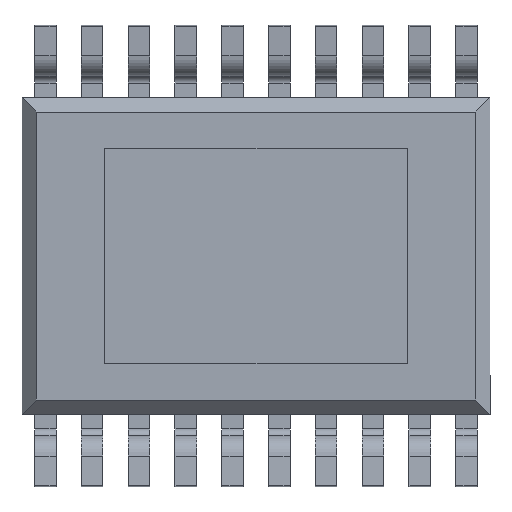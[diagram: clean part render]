
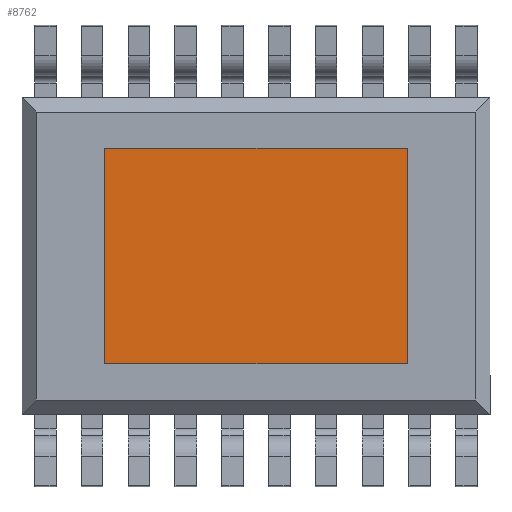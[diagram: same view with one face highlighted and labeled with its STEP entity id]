
A CAD part, front view. The second image highlights one B-rep face of the part: STEP entity #8762.
In plain terms, the highlighted planar face has unit normal (0, -1, 0).
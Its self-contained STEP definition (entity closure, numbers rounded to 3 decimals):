
#485 = AXIS2_PLACEMENT_3D ( 'NONE', #3749, #19958, #10276 ) ;
#1131 = CARTESIAN_POINT ( 'NONE',  ( 5.025, 0.01, -4.7 ) ) ;
#3169 = EDGE_CURVE ( 'NONE', #19220, #14231, #17858, .T. ) ;
#3749 = CARTESIAN_POINT ( 'NONE',  ( 0.825, 0.01, -4.7 ) ) ;
#4234 = CARTESIAN_POINT ( 'NONE',  ( 0.825, 0.01, -1.7 ) ) ;
#4946 = VECTOR ( 'NONE', #18535, 1000. ) ;
#5046 = LINE ( 'NONE', #7883, #9364 ) ;
#6465 = EDGE_CURVE ( 'NONE', #12462, #19220, #13879, .T. ) ;
#6882 = ORIENTED_EDGE ( 'NONE', *, *, #6465, .T. ) ;
#7290 = VECTOR ( 'NONE', #13340, 1000. ) ;
#7883 = CARTESIAN_POINT ( 'NONE',  ( 0.825, 0.01, -1.7 ) ) ;
#8762 = ADVANCED_FACE ( 'NONE', ( #9027 ), #18322, .T. ) ;
#9027 = FACE_OUTER_BOUND ( 'NONE', #14506, .T. ) ;
#9364 = VECTOR ( 'NONE', #14331, 1000. ) ;
#9627 = ORIENTED_EDGE ( 'NONE', *, *, #10922, .T. ) ;
#9699 = CARTESIAN_POINT ( 'NONE',  ( 5.025, 0.01, -1.7 ) ) ;
#10276 = DIRECTION ( 'NONE',  ( 0., 0., -1. ) ) ;
#10922 = EDGE_CURVE ( 'NONE', #17436, #12462, #5046, .T. ) ;
#12462 = VERTEX_POINT ( 'NONE', #4234 ) ;
#13285 = CARTESIAN_POINT ( 'NONE',  ( 0.825, 0.01, -4.7 ) ) ;
#13340 = DIRECTION ( 'NONE',  ( 0., 0., 1. ) ) ;
#13879 = LINE ( 'NONE', #15509, #18155 ) ;
#14173 = ORIENTED_EDGE ( 'NONE', *, *, #15105, .T. ) ;
#14231 = VERTEX_POINT ( 'NONE', #1131 ) ;
#14331 = DIRECTION ( 'NONE',  ( -1., 0., 0. ) ) ;
#14506 = EDGE_LOOP ( 'NONE', ( #14173, #9627, #6882, #15727 ) ) ;
#15105 = EDGE_CURVE ( 'NONE', #14231, #17436, #20185, .T. ) ;
#15509 = CARTESIAN_POINT ( 'NONE',  ( 0.825, 0.01, -1.7 ) ) ;
#15727 = ORIENTED_EDGE ( 'NONE', *, *, #3169, .T. ) ;
#16922 = CARTESIAN_POINT ( 'NONE',  ( 0.825, 0.01, -4.7 ) ) ;
#17129 = DIRECTION ( 'NONE',  ( 0., 0., -1. ) ) ;
#17436 = VERTEX_POINT ( 'NONE', #9699 ) ;
#17858 = LINE ( 'NONE', #16922, #4946 ) ;
#18155 = VECTOR ( 'NONE', #17129, 1000. ) ;
#18208 = CARTESIAN_POINT ( 'NONE',  ( 5.025, 0.01, -1.7 ) ) ;
#18322 = PLANE ( 'NONE',  #485 ) ;
#18535 = DIRECTION ( 'NONE',  ( 1., 0., 0. ) ) ;
#19220 = VERTEX_POINT ( 'NONE', #13285 ) ;
#19958 = DIRECTION ( 'NONE',  ( 0., -1., 0. ) ) ;
#20185 = LINE ( 'NONE', #18208, #7290 ) ;
